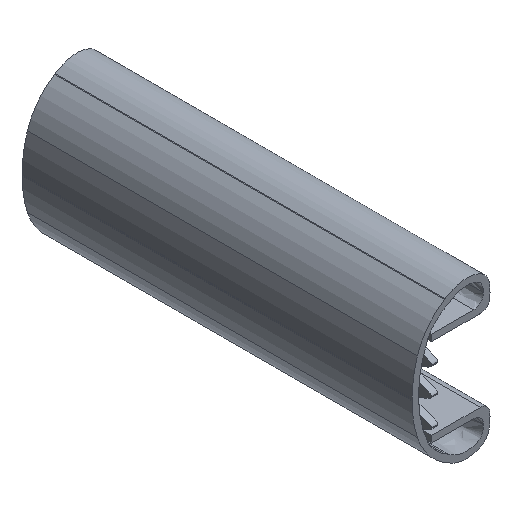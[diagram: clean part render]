
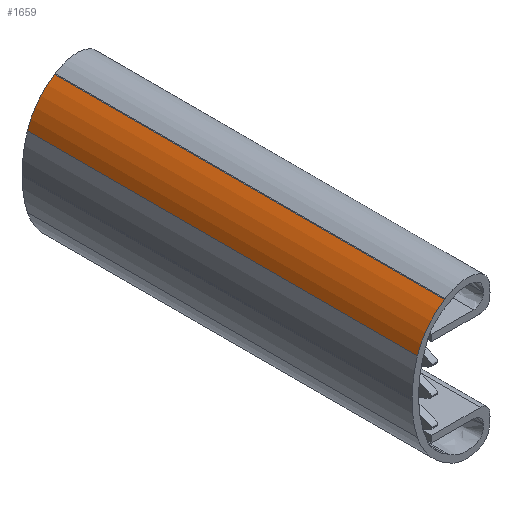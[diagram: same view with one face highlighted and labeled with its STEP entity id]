
A CAD part, isometric view. The second image highlights one B-rep face of the part: STEP entity #1659.
In plain terms, the highlighted cylindrical face has radius 10 mm (diameter 20 mm), a partial arc.
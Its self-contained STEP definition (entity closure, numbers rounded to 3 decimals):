
#22=CYLINDRICAL_SURFACE('',#1747,10.);
#30=CIRCLE('',#1702,10.);
#55=CIRCLE('',#1731,10.);
#178=LINE('',#6146,#306);
#179=LINE('',#6147,#307);
#306=VECTOR('',#1980,10.);
#307=VECTOR('',#1981,10.);
#404=FACE_OUTER_BOUND('',#490,.T.);
#490=EDGE_LOOP('',(#1450,#1451,#1452,#1453));
#707=VERTEX_POINT('',#4635);
#708=VERTEX_POINT('',#4637);
#777=VERTEX_POINT('',#5989);
#778=VERTEX_POINT('',#5991);
#906=EDGE_CURVE('',#707,#708,#30,.T.);
#999=EDGE_CURVE('',#778,#777,#55,.T.);
#1024=EDGE_CURVE('',#708,#777,#178,.T.);
#1025=EDGE_CURVE('',#778,#707,#179,.T.);
#1450=ORIENTED_EDGE('',*,*,#999,.T.);
#1451=ORIENTED_EDGE('',*,*,#1024,.F.);
#1452=ORIENTED_EDGE('',*,*,#906,.F.);
#1453=ORIENTED_EDGE('',*,*,#1025,.F.);
#1659=ADVANCED_FACE('',(#404),#22,.T.);
#1702=AXIS2_PLACEMENT_3D('',#4638,#1825,#1826);
#1731=AXIS2_PLACEMENT_3D('',#5992,#1926,#1927);
#1747=AXIS2_PLACEMENT_3D('',#6145,#1978,#1979);
#1825=DIRECTION('center_axis',(0.,-1.,0.));
#1826=DIRECTION('ref_axis',(0.534,0.,-0.846));
#1926=DIRECTION('center_axis',(0.,-1.,0.));
#1927=DIRECTION('ref_axis',(0.534,0.,-0.846));
#1978=DIRECTION('center_axis',(0.,-1.,0.));
#1979=DIRECTION('ref_axis',(0.534,0.,-0.846));
#1980=DIRECTION('',(0.,1.,0.));
#1981=DIRECTION('',(0.,-1.,0.));
#4635=CARTESIAN_POINT('',(1.027,-30.,4.618));
#4637=CARTESIAN_POINT('',(-3.167,-30.,-0.811));
#4638=CARTESIAN_POINT('Origin',(6.363,-30.,-3.839));
#5989=CARTESIAN_POINT('',(-3.167,30.,-0.811));
#5991=CARTESIAN_POINT('',(1.027,30.,4.618));
#5992=CARTESIAN_POINT('Origin',(6.363,30.,-3.839));
#6145=CARTESIAN_POINT('Origin',(6.363,0.,-3.839));
#6146=CARTESIAN_POINT('',(-3.167,0.,-0.811));
#6147=CARTESIAN_POINT('',(1.027,0.,4.618));
